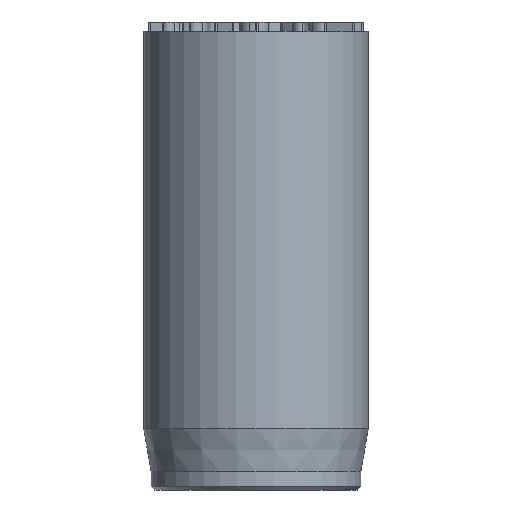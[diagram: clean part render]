
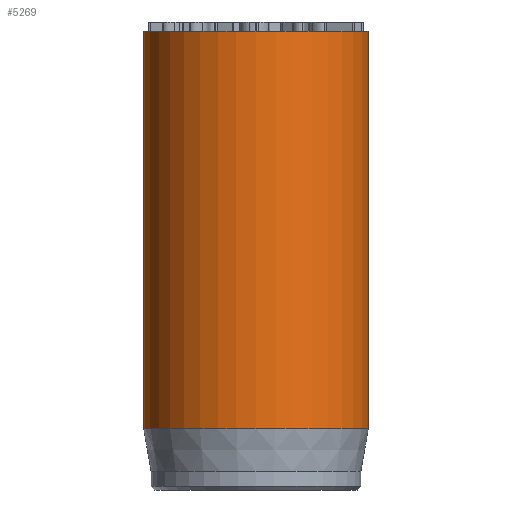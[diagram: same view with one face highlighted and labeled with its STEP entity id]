
A CAD part, front view. The second image highlights one B-rep face of the part: STEP entity #5269.
In plain terms, the highlighted cylindrical face has radius 6 mm (diameter 12 mm), a full revolution.
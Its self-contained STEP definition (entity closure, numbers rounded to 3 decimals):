
#32=CYLINDRICAL_SURFACE('',#5481,6.);
#44=CIRCLE('',#5451,6.);
#60=CIRCLE('',#5479,6.);
#61=CIRCLE('',#5480,6.);
#879=FACE_OUTER_BOUND('',#1193,.T.);
#1193=EDGE_LOOP('',(#4644,#4645,#4646,#4647,#4648));
#1571=LINE('',#9571,#1967);
#1967=VECTOR('',#6045,6.);
#2460=VERTEX_POINT('',#9513);
#2476=VERTEX_POINT('',#9565);
#2477=VERTEX_POINT('',#9566);
#3190=EDGE_CURVE('',#2460,#2460,#44,.T.);
#3214=EDGE_CURVE('',#2476,#2477,#60,.T.);
#3215=EDGE_CURVE('',#2477,#2476,#61,.T.);
#3217=EDGE_CURVE('',#2460,#2476,#1571,.T.);
#4644=ORIENTED_EDGE('',*,*,#3190,.T.);
#4645=ORIENTED_EDGE('',*,*,#3217,.T.);
#4646=ORIENTED_EDGE('',*,*,#3214,.T.);
#4647=ORIENTED_EDGE('',*,*,#3215,.T.);
#4648=ORIENTED_EDGE('',*,*,#3217,.F.);
#5269=ADVANCED_FACE('',(#879),#32,.T.);
#5451=AXIS2_PLACEMENT_3D('',#9514,#5974,#5975);
#5479=AXIS2_PLACEMENT_3D('',#9567,#6038,#6039);
#5480=AXIS2_PLACEMENT_3D('',#9568,#6040,#6041);
#5481=AXIS2_PLACEMENT_3D('',#9570,#6043,#6044);
#5974=DIRECTION('center_axis',(0.,0.,-1.));
#5975=DIRECTION('ref_axis',(-1.,0.,0.));
#6038=DIRECTION('center_axis',(0.,0.,1.));
#6039=DIRECTION('ref_axis',(-1.,0.,0.));
#6040=DIRECTION('center_axis',(0.,0.,1.));
#6041=DIRECTION('ref_axis',(-1.,0.,0.));
#6043=DIRECTION('center_axis',(0.,0.,1.));
#6044=DIRECTION('ref_axis',(-1.,0.,0.));
#6045=DIRECTION('',(0.,0.,-1.));
#9513=CARTESIAN_POINT('',(6.,0.,24.5));
#9514=CARTESIAN_POINT('Origin',(0.,0.,24.5));
#9565=CARTESIAN_POINT('',(6.,0.,3.269));
#9566=CARTESIAN_POINT('',(-6.,0.,3.269));
#9567=CARTESIAN_POINT('Origin',(0.,0.,3.269));
#9568=CARTESIAN_POINT('Origin',(0.,0.,3.269));
#9570=CARTESIAN_POINT('Origin',(0.,0.,0.));
#9571=CARTESIAN_POINT('',(6.,0.,0.));
